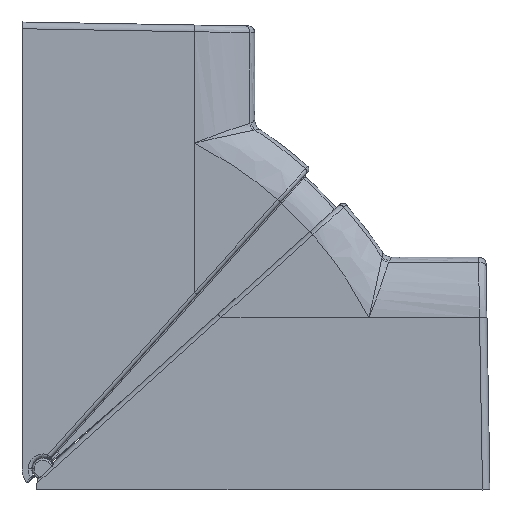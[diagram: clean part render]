
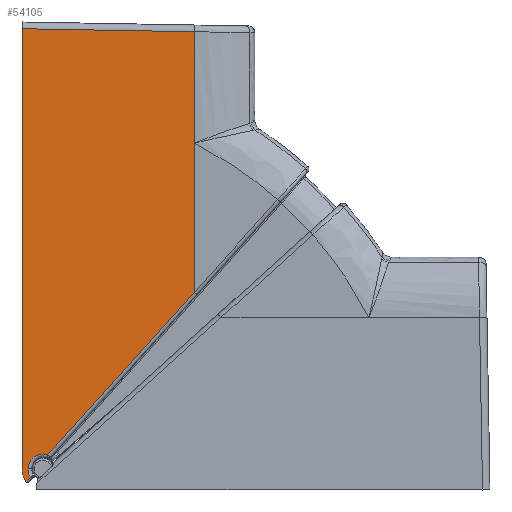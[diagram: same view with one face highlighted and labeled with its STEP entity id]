
A CAD part, left-side view. The second image highlights one B-rep face of the part: STEP entity #54105.
In plain terms, the highlighted planar face has unit normal (-1, -0.002, 0).
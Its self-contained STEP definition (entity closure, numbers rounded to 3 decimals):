
#31 = B_SPLINE_CURVE_WITH_KNOTS ( 'NONE', 3,
 ( #16878, #53959, #26197, #58600 ),
 .UNSPECIFIED., .F., .F.,
 ( 4, 4 ),
 ( 0., 1. ),
 .UNSPECIFIED. ) ;
#159 = CARTESIAN_POINT ( 'NONE',  ( -77.228, 98.331, 1.663 ) ) ;
#769 = CARTESIAN_POINT ( 'NONE',  ( -77.228, 98.297, 1.627 ) ) ;
#1227 = ORIENTED_EDGE ( 'NONE', *, *, #26395, .F. ) ;
#2255 = VECTOR ( 'NONE', #25966, 1000. ) ;
#3721 = CARTESIAN_POINT ( 'NONE',  ( -77.226, 97.198, 2.847 ) ) ;
#3942 = ORIENTED_EDGE ( 'NONE', *, *, #56503, .F. ) ;
#4782 = CARTESIAN_POINT ( 'NONE',  ( -77.15, 53.557, 52.36 ) ) ;
#4819 = PLANE ( 'NONE',  #51431 ) ;
#5663 = B_SPLINE_CURVE_WITH_KNOTS ( 'NONE', 5,
 ( #33483, #28855, #42777, #15066, #47463, #19714, #52133, #24360, #56790 ),
 .UNSPECIFIED., .F., .F.,
 ( 6, 3, 6 ),
 ( 0., 0.507, 1. ),
 .UNSPECIFIED. ) ;
#5674 = DIRECTION ( 'NONE',  ( 0.002, -1., -0.017 ) ) ;
#6877 = CARTESIAN_POINT ( 'NONE',  ( -77.23, 99.135, 2.668 ) ) ;
#7141 = CARTESIAN_POINT ( 'NONE',  ( -77.227, 97.712, 3.699 ) ) ;
#7515 = VERTEX_POINT ( 'NONE', #159 ) ;
#7611 = VERTEX_POINT ( 'NONE', #769 ) ;
#8200 = CARTESIAN_POINT ( 'NONE',  ( -77.15, 53.557, 99.554 ) ) ;
#9562 = DIRECTION ( 'NONE',  ( -0.002, 1., 0. ) ) ;
#11835 = CARTESIAN_POINT ( 'NONE',  ( -77.226, 97.198, 2.847 ) ) ;
#13855 = ORIENTED_EDGE ( 'NONE', *, *, #55559, .F. ) ;
#14030 = CARTESIAN_POINT ( 'NONE',  ( -77.234, 101.561, 99.554 ) ) ;
#15066 = CARTESIAN_POINT ( 'NONE',  ( -77.222, 94.954, 9.159 ) ) ;
#16774 = VECTOR ( 'NONE', #54232, 1000. ) ;
#16841 = EDGE_CURVE ( 'NONE', #44541, #51286, #19678, .T. ) ;
#16878 = CARTESIAN_POINT ( 'NONE',  ( -77.228, 98.297, 1.627 ) ) ;
#17002 = CARTESIAN_POINT ( 'NONE',  ( -77.23, 99.561, 122.719 ) ) ;
#17771 = CARTESIAN_POINT ( 'NONE',  ( -77.15, 53.557, 99.554 ) ) ;
#19678 = LINE ( 'NONE', #17771, #16774 ) ;
#19714 = CARTESIAN_POINT ( 'NONE',  ( -77.227, 97.414, 7.367 ) ) ;
#20684 = CARTESIAN_POINT ( 'NONE',  ( -77.228, 98.331, 1.663 ) ) ;
#20866 = CARTESIAN_POINT ( 'NONE',  ( -77.23, 99.561, 3.883 ) ) ;
#21128 = VERTEX_POINT ( 'NONE', #59389 ) ;
#21165 = EDGE_CURVE ( 'NONE', #21677, #7611, #27529, .T. ) ;
#21677 = VERTEX_POINT ( 'NONE', #3721 ) ;
#22923 = ORIENTED_EDGE ( 'NONE', *, *, #37328, .F. ) ;
#24360 = CARTESIAN_POINT ( 'NONE',  ( -77.227, 97.942, 5.921 ) ) ;
#24593 = VECTOR ( 'NONE', #36462, 1000. ) ;
#24708 = EDGE_CURVE ( 'NONE', #48679, #29728, #41167, .T. ) ;
#25631 = ORIENTED_EDGE ( 'NONE', *, *, #38276, .F. ) ;
#25966 = DIRECTION ( 'NONE',  ( -0.001, 0.669, -0.743 ) ) ;
#26197 = CARTESIAN_POINT ( 'NONE',  ( -77.228, 98.32, 1.65 ) ) ;
#26395 = EDGE_CURVE ( 'NONE', #7611, #7515, #31, .T. ) ;
#27038 = LINE ( 'NONE', #43563, #2255 ) ;
#27529 = LINE ( 'NONE', #31436, #24593 ) ;
#28608 = LINE ( 'NONE', #8200, #37988 ) ;
#28796 =( BOUNDED_CURVE ( )  B_SPLINE_CURVE ( 3, ( #20684, #6877, #20866, #53318 ),
 .UNSPECIFIED., .F., .F. ) 
 B_SPLINE_CURVE_WITH_KNOTS ( ( 4, 4 ),
 ( 2.467, 3.142 ),
 .UNSPECIFIED. ) 
 CURVE ( )  GEOMETRIC_REPRESENTATION_ITEM ( )  RATIONAL_B_SPLINE_CURVE ( ( 1., 0.962, 0.962, 1. ) ) 
 REPRESENTATION_ITEM ( '' )  );
#28855 = CARTESIAN_POINT ( 'NONE',  ( -77.219, 93.37, 9.204 ) ) ;
#29728 = VERTEX_POINT ( 'NONE', #17002 ) ;
#30264 = CARTESIAN_POINT ( 'NONE',  ( -77.227, 97.942, 5.171 ) ) ;
#30298 = VECTOR ( 'NONE', #44626, 1000. ) ;
#31436 = CARTESIAN_POINT ( 'NONE',  ( -77.226, 97.198, 2.847 ) ) ;
#31444 = VECTOR ( 'NONE', #5674, 1000. ) ;
#33474 = CARTESIAN_POINT ( 'NONE',  ( -77.23, 99.561, 122.719 ) ) ;
#33483 = CARTESIAN_POINT ( 'NONE',  ( -77.218, 92.64, 8.953 ) ) ;
#34911 = CARTESIAN_POINT ( 'NONE',  ( -77.227, 97.865, 4.179 ) ) ;
#35953 = DIRECTION ( 'NONE',  ( 0., 0., -1. ) ) ;
#35999 = ORIENTED_EDGE ( 'NONE', *, *, #16841, .F. ) ;
#36462 = DIRECTION ( 'NONE',  ( -0.001, 0.669, -0.743 ) ) ;
#36971 = CARTESIAN_POINT ( 'NONE',  ( -77.15, 53.557, 121.916 ) ) ;
#37294 = DIRECTION ( 'NONE',  ( 1., 0.002, 0. ) ) ;
#37328 = EDGE_CURVE ( 'NONE', #29728, #44541, #51734, .T. ) ;
#37988 = VECTOR ( 'NONE', #35953, 1000. ) ;
#38276 = EDGE_CURVE ( 'NONE', #51286, #51867, #28608, .T. ) ;
#38633 = EDGE_CURVE ( 'NONE', #21128, #52283, #5663, .T. ) ;
#39558 = CARTESIAN_POINT ( 'NONE',  ( -77.227, 97.486, 3.251 ) ) ;
#41167 = LINE ( 'NONE', #53792, #30298 ) ;
#42464 = B_SPLINE_CURVE_WITH_KNOTS ( 'NONE', 5,
 ( #30264, #58020, #34911, #7141, #39558, #11835 ),
 .UNSPECIFIED., .F., .F.,
 ( 6, 6 ),
 ( 0., 1. ),
 .UNSPECIFIED. ) ;
#42777 = CARTESIAN_POINT ( 'NONE',  ( -77.221, 94.16, 9.28 ) ) ;
#43563 = CARTESIAN_POINT ( 'NONE',  ( -77.15, 53.557, 52.36 ) ) ;
#43676 = ORIENTED_EDGE ( 'NONE', *, *, #24708, .F. ) ;
#44329 = ORIENTED_EDGE ( 'NONE', *, *, #48113, .F. ) ;
#44541 = VERTEX_POINT ( 'NONE', #36971 ) ;
#44626 = DIRECTION ( 'NONE',  ( 0., 0., 1. ) ) ;
#45894 = FACE_OUTER_BOUND ( 'NONE', #49696, .T. ) ;
#47463 = CARTESIAN_POINT ( 'NONE',  ( -77.225, 96.398, 8.555 ) ) ;
#47727 = CARTESIAN_POINT ( 'NONE',  ( -77.23, 99.561, 5.171 ) ) ;
#48113 = EDGE_CURVE ( 'NONE', #7515, #48679, #28796, .T. ) ;
#48679 = VERTEX_POINT ( 'NONE', #47727 ) ;
#49696 = EDGE_LOOP ( 'NONE', ( #57740, #3942, #56083, #13855, #25631, #35999, #22923, #43676, #44329, #1227 ) ) ;
#51286 = VERTEX_POINT ( 'NONE', #57495 ) ;
#51431 = AXIS2_PLACEMENT_3D ( 'NONE', #14030, #37294, #9562 ) ;
#51734 = LINE ( 'NONE', #33474, #31444 ) ;
#51867 = VERTEX_POINT ( 'NONE', #4782 ) ;
#52133 = CARTESIAN_POINT ( 'NONE',  ( -77.227, 97.766, 6.672 ) ) ;
#52283 = VERTEX_POINT ( 'NONE', #52890 ) ;
#52890 = CARTESIAN_POINT ( 'NONE',  ( -77.227, 97.942, 5.171 ) ) ;
#53318 = CARTESIAN_POINT ( 'NONE',  ( -77.23, 99.561, 5.171 ) ) ;
#53792 = CARTESIAN_POINT ( 'NONE',  ( -77.23, 99.561, 99.554 ) ) ;
#53959 = CARTESIAN_POINT ( 'NONE',  ( -77.228, 98.309, 1.638 ) ) ;
#54105 = ADVANCED_FACE ( 'NONE', ( #45894 ), #4819, .F. ) ;
#54232 = DIRECTION ( 'NONE',  ( 0., 0., -1. ) ) ;
#55559 = EDGE_CURVE ( 'NONE', #51867, #21128, #27038, .T. ) ;
#56083 = ORIENTED_EDGE ( 'NONE', *, *, #38633, .F. ) ;
#56503 = EDGE_CURVE ( 'NONE', #52283, #21677, #42464, .T. ) ;
#56790 = CARTESIAN_POINT ( 'NONE',  ( -77.227, 97.942, 5.171 ) ) ;
#57495 = CARTESIAN_POINT ( 'NONE',  ( -77.15, 53.557, 92.147 ) ) ;
#57740 = ORIENTED_EDGE ( 'NONE', *, *, #21165, .F. ) ;
#58020 = CARTESIAN_POINT ( 'NONE',  ( -77.227, 97.942, 4.675 ) ) ;
#58600 = CARTESIAN_POINT ( 'NONE',  ( -77.228, 98.331, 1.663 ) ) ;
#59389 = CARTESIAN_POINT ( 'NONE',  ( -77.218, 92.64, 8.953 ) ) ;
